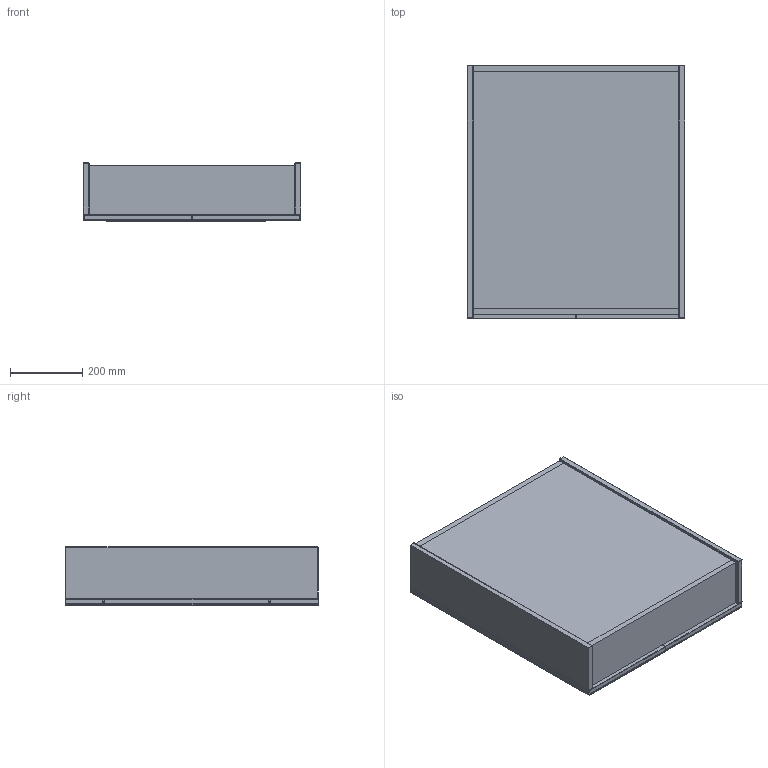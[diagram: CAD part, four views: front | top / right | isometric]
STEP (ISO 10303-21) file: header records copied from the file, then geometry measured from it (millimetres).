
FILE_DESCRIPTION (( 'STEP AP214' ), '1' );
FILE_NAME ('AU060C_v10321.STEP', '2021-03-02T10:05:13', ( '' ), ( '' ), 'SwSTEP 2.0', 'SolidWorks 2019', '' );
FILE_SCHEMA (( 'AUTOMOTIVE_DESIGN' ));
Length unit declared in the file: millimetre
Products named in the file (15): AU060C_v10321; Mirrored Door; Hinge_Roller_Predeterminado; Hinge_Main_Predeterminado; Hinge_Screw_Predeterminado; Cabinet Carcass; Hinge_Predeterminado; Hinge_Movable_Predeterminado; shelf; Shelf pin; Hinge_Cap_Predeterminado; Hinge_Hook_Predeterminado
Assembly tree (49 placements, depth 3):
  AU060C_v10321
    Cabinet Carcass
    shelf  x2
    Shelf pin  x8
    Mirrored Door  x2
    Hinge_Predeterminado
      Hinge_Main_Predeterminado
      Hinge_Roller_Predeterminado
      Hinge_Screw_Predeterminado  x3
      Hinge_Hook_Predeterminado
      Hinge_Cap_Predeterminado
      Hinge_Movable_Predeterminado
    Hinge_Predeterminado
      Hinge_Main_Predeterminado
      Hinge_Roller_Predeterminado
      Hinge_Screw_Predeterminado  x3
      Hinge_Hook_Predeterminado
      Hinge_Cap_Predeterminado
      Hinge_Movable_Predeterminado
    Hinge_Predeterminado
      Hinge_Main_Predeterminado
      Hinge_Roller_Predeterminado
      Hinge_Screw_Predeterminado  x3
      Hinge_Hook_Predeterminado
      Hinge_Cap_Predeterminado
      Hinge_Movable_Predeterminado
    Hinge_Predeterminado
      Hinge_Main_Predeterminado
      Hinge_Roller_Predeterminado
      Hinge_Screw_Predeterminado  x3
      Hinge_Hook_Predeterminado
      Hinge_Cap_Predeterminado
      Hinge_Movable_Predeterminado
Bounding box: 602 x 701 x 161.45 mm (x, y, z)
Volume: 14378157.8 mm3
Topology: 105 solids, 125 shells, 11570 faces, 31992 edges, 20588 vertices
Faces by surface type: plane 4494, cylinder 3856, torus 1240, bspline 1240, cone 380, sphere 360
Full cylindrical faces by diameter (mm): 0.753 x4, 1.669 x8
Entity records: 112325 total; most frequent: CARTESIAN_POINT 45809, ORIENTED_EDGE 14721, DIRECTION 12283, EDGE_CURVE 7388, VERTEX_POINT 4776, AXIS2_PLACEMENT_3D 4377, LINE 3529, VECTOR 3529
